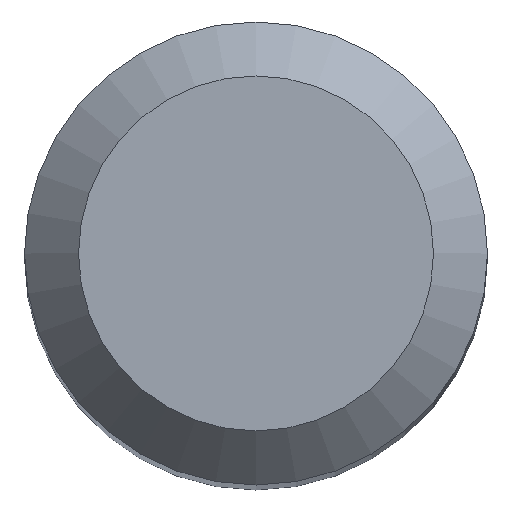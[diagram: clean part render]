
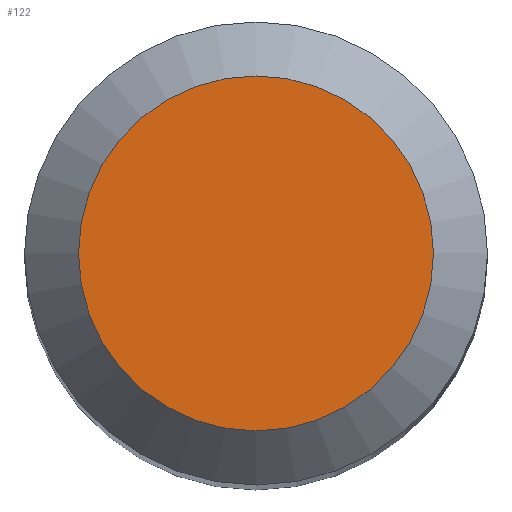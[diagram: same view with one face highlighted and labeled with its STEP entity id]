
A CAD part, top view. The second image highlights one B-rep face of the part: STEP entity #122.
In plain terms, the highlighted planar face has unit normal (0, 0, 1).
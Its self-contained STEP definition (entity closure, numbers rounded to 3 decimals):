
#21 = DIRECTION ( 'NONE',  ( 0., 1., 0. ) ) ;
#41 = VERTEX_POINT ( 'NONE', #65 ) ;
#65 = CARTESIAN_POINT ( 'NONE',  ( 0., 2.3, 66. ) ) ;
#66 = CIRCLE ( 'NONE', #157, 2.3 ) ;
#119 = AXIS2_PLACEMENT_3D ( 'NONE', #247, #200, #21 ) ;
#122 = ADVANCED_FACE ( 'NONE', ( #158 ), #202, .F. ) ;
#134 = DIRECTION ( 'NONE',  ( 0., 1., 0. ) ) ;
#137 = CARTESIAN_POINT ( 'NONE',  ( 0., 0., 66. ) ) ;
#144 = EDGE_CURVE ( 'NONE', #41, #41, #66, .T. ) ;
#155 = DIRECTION ( 'NONE',  ( 0., 0., -1. ) ) ;
#157 = AXIS2_PLACEMENT_3D ( 'NONE', #137, #155, #134 ) ;
#158 = FACE_OUTER_BOUND ( 'NONE', #189, .T. ) ;
#189 = EDGE_LOOP ( 'NONE', ( #236 ) ) ;
#200 = DIRECTION ( 'NONE',  ( 0., 0., -1. ) ) ;
#202 = PLANE ( 'NONE',  #119 ) ;
#236 = ORIENTED_EDGE ( 'NONE', *, *, #144, .F. ) ;
#247 = CARTESIAN_POINT ( 'NONE',  ( 0., 0., 66. ) ) ;
